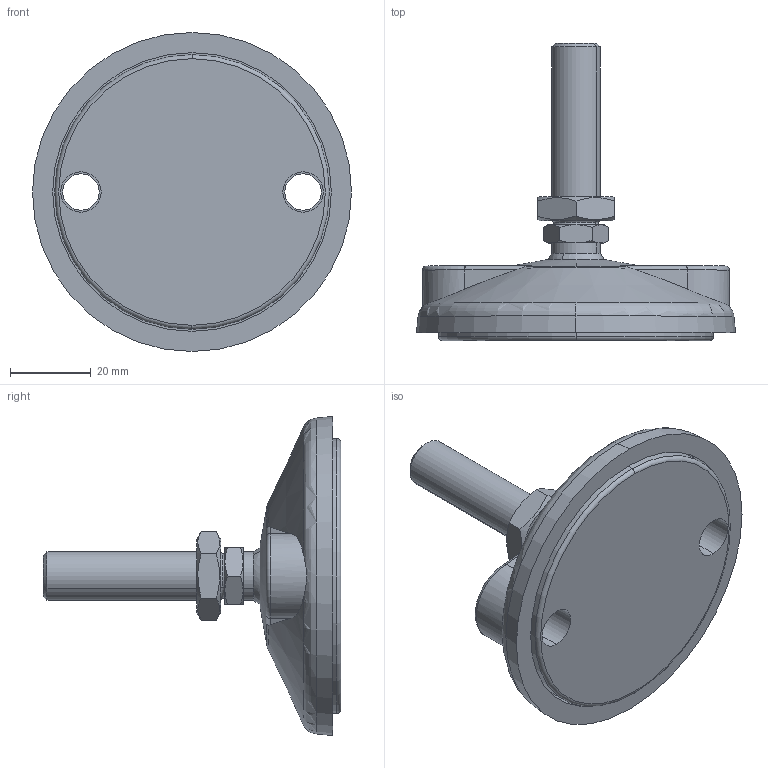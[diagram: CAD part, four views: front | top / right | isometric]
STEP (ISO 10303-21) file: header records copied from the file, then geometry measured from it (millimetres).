
FILE_DESCRIPTION (( 'STEP AP203' ), '1' );
FILE_NAME ('7003-00752.asm.step', '2024-02-02T08:18:19', ( '' ), ( '' ), 'SwSTEP 2.0', 'SolidWorks 2022', '' );
FILE_SCHEMA (( 'CONFIG_CONTROL_DESIGN' ));
Length unit declared in the file: millimetre
Products named in the file (5): 7003-00752.asm; 7003-00749; 7003-00747; 7003-00719; 7003-00721
Assembly tree (4 placements, depth 2):
  7003-00752.asm
    7003-00747
    7003-00721
    7003-00719
    7003-00749
Bounding box: 79 x 73.7 x 79 mm (x, y, z)
Volume: 72831.4 mm3; surface area: 26863.7 mm2
Topology: 4 solids, 4 shells, 106 faces, 254 edges, 157 vertices
Faces by surface type: cone 32, plane 29, cylinder 28, torus 13, sphere 4
Entity records: 4257 total; most frequent: CARTESIAN_POINT 1328, DIRECTION 524, ORIENTED_EDGE 494, EDGE_CURVE 247, AXIS2_PLACEMENT_3D 230, VERTEX_POINT 154, EDGE_LOOP 121, CIRCLE 117
